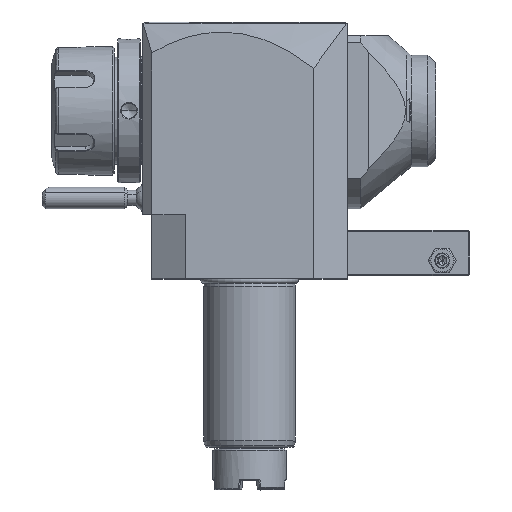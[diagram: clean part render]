
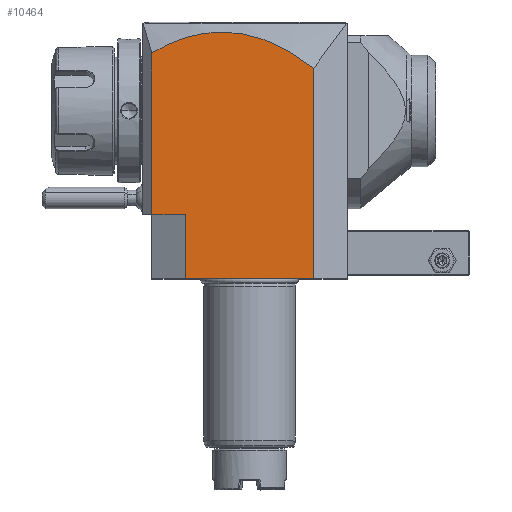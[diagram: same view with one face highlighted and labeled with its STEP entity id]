
A CAD part, top view. The second image highlights one B-rep face of the part: STEP entity #10464.
In plain terms, the highlighted planar face has unit normal (0, 0, 1).
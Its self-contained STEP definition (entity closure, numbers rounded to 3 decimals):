
#21=DIRECTION('',(-1.,0.,0.));
#22=VECTOR('',#21,42.);
#23=CARTESIAN_POINT('',(21.,0.,32.));
#24=LINE('',#23,#22);
#93=DIRECTION('',(1.,0.,0.));
#94=VECTOR('',#93,11.);
#95=CARTESIAN_POINT('',(-32.,21.,32.));
#96=LINE('',#95,#94);
#258=DIRECTION('',(0.,1.,0.));
#259=VECTOR('',#258,68.907);
#260=CARTESIAN_POINT('',(21.,0.,32.));
#261=LINE('',#260,#259);
#278=DIRECTION('',(0.,-1.,0.));
#279=VECTOR('',#278,52.883);
#280=CARTESIAN_POINT('',(-32.,73.883,32.));
#281=LINE('',#280,#279);
#282=CARTESIAN_POINT('',(21.,68.907,32.));
#283=CARTESIAN_POINT('',(12.549,75.594,32.));
#284=CARTESIAN_POINT('',(-4.714,83.449,32.));
#285=CARTESIAN_POINT('',(-22.752,79.415,32.));
#286=CARTESIAN_POINT('',(-32.,73.883,32.));
#288=DIRECTION('',(0.,-1.,0.));
#289=VECTOR('',#288,21.);
#290=CARTESIAN_POINT('',(-21.,21.,32.));
#291=LINE('',#290,#289);
#9450=VERTEX_POINT('',#282);
#9451=VERTEX_POINT('',#286);
#9452=CARTESIAN_POINT('',(-32.,21.,32.));
#9453=VERTEX_POINT('',#9452);
#9505=CARTESIAN_POINT('',(-21.,21.,32.));
#9506=VERTEX_POINT('',#9505);
#9923=CARTESIAN_POINT('',(21.,0.,32.));
#9924=VERTEX_POINT('',#9923);
#9925=CARTESIAN_POINT('',(-21.,0.,32.));
#9926=VERTEX_POINT('',#9925);
#10449=CARTESIAN_POINT('',(-35.103,21.,32.));
#10450=DIRECTION('',(0.,0.,1.));
#10451=DIRECTION('',(1.,0.,0.));
#10452=AXIS2_PLACEMENT_3D('',#10449,#10450,#10451);
#10453=PLANE('',#10452);
#10454=ORIENTED_EDGE('',*,*,#10438,.F.);
#10455=ORIENTED_EDGE('',*,*,#10098,.T.);
#10457=ORIENTED_EDGE('',*,*,#10456,.F.);
#10458=ORIENTED_EDGE('',*,*,#10181,.F.);
#10459=ORIENTED_EDGE('',*,*,#10315,.F.);
#10461=ORIENTED_EDGE('',*,*,#10460,.F.);
#10462=EDGE_LOOP('',(#10454,#10455,#10457,#10458,#10459,#10461));
#10463=FACE_OUTER_BOUND('',#10462,.F.);
#287=B_SPLINE_CURVE_WITH_KNOTS('',3,(#282,#283,#284,#285,#286),.UNSPECIFIED.,
.F.,.F.,(4,1,4),(0.,0.5,1.),.UNSPECIFIED.);
#10098=EDGE_CURVE('',#9924,#9926,#24,.T.);
#10181=EDGE_CURVE('',#9453,#9506,#96,.T.);
#10315=EDGE_CURVE('',#9451,#9453,#281,.T.);
#10438=EDGE_CURVE('',#9924,#9450,#261,.T.);
#10456=EDGE_CURVE('',#9506,#9926,#291,.T.);
#10460=EDGE_CURVE('',#9450,#9451,#287,.T.);
#10464=ADVANCED_FACE('',(#10463),#10453,.T.);
